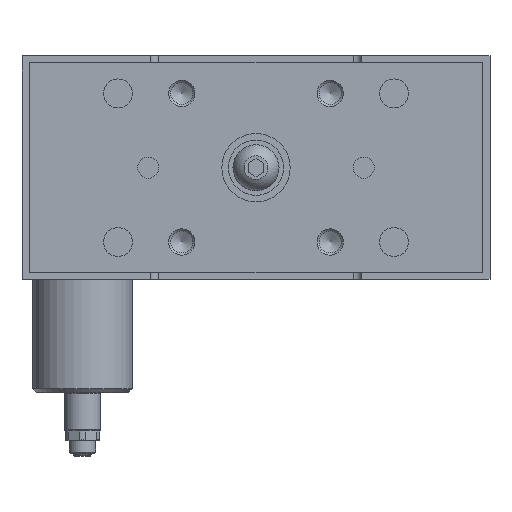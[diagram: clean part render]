
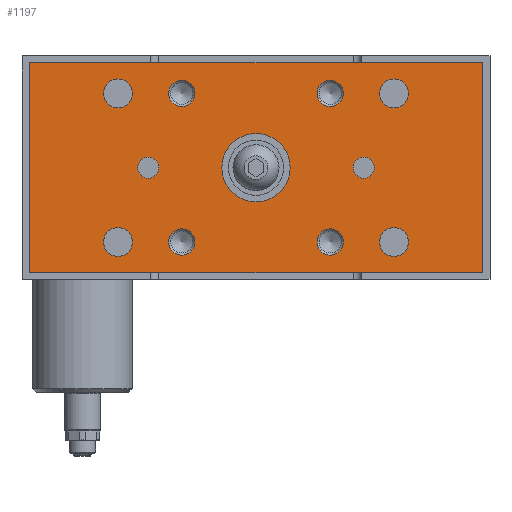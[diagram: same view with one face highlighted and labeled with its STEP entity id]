
A CAD part, left-side view. The second image highlights one B-rep face of the part: STEP entity #1197.
In plain terms, the highlighted planar face has unit normal (-1, 0, 0).
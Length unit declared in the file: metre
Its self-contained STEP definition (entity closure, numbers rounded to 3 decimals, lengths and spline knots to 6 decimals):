
#1197 = ADVANCED_FACE( '', ( #2733, #2734, #2735, #2736, #2737, #2738, #2739, #2740, #2741, #2742, #2743, #2744 ), #2745, .F. );
#2733 = FACE_BOUND( '', #4533, .T. );
#2734 = FACE_BOUND( '', #4534, .T. );
#2735 = FACE_BOUND( '', #4535, .T. );
#2736 = FACE_BOUND( '', #4536, .T. );
#2737 = FACE_BOUND( '', #4537, .T. );
#2738 = FACE_BOUND( '', #4538, .T. );
#2739 = FACE_BOUND( '', #4539, .T. );
#2740 = FACE_BOUND( '', #4540, .T. );
#2741 = FACE_BOUND( '', #4541, .T. );
#2742 = FACE_BOUND( '', #4542, .T. );
#2743 = FACE_BOUND( '', #4543, .T. );
#2744 = FACE_OUTER_BOUND( '', #4544, .T. );
#2745 = PLANE( '', #4545 );
#4533 = EDGE_LOOP( '', ( #7700 ) );
#4534 = EDGE_LOOP( '', ( #7701 ) );
#4535 = EDGE_LOOP( '', ( #7702 ) );
#4536 = EDGE_LOOP( '', ( #7703 ) );
#4537 = EDGE_LOOP( '', ( #7704 ) );
#4538 = EDGE_LOOP( '', ( #7705 ) );
#4539 = EDGE_LOOP( '', ( #7706 ) );
#4540 = EDGE_LOOP( '', ( #7707 ) );
#4541 = EDGE_LOOP( '', ( #7708 ) );
#4542 = EDGE_LOOP( '', ( #7709 ) );
#4543 = EDGE_LOOP( '', ( #7710 ) );
#4544 = EDGE_LOOP( '', ( #7711, #7712, #7713, #7714 ) );
#4545 = AXIS2_PLACEMENT_3D( '', #7715, #7716, #7717 );
#7700 = ORIENTED_EDGE( '', *, *, #10015, .T. );
#7701 = ORIENTED_EDGE( '', *, *, #10016, .T. );
#7702 = ORIENTED_EDGE( '', *, *, #9400, .F. );
#7703 = ORIENTED_EDGE( '', *, *, #8937, .F. );
#7704 = ORIENTED_EDGE( '', *, *, #10017, .T. );
#7705 = ORIENTED_EDGE( '', *, *, #9700, .T. );
#7706 = ORIENTED_EDGE( '', *, *, #10018, .T. );
#7707 = ORIENTED_EDGE( '', *, *, #9093, .T. );
#7708 = ORIENTED_EDGE( '', *, *, #9535, .T. );
#7709 = ORIENTED_EDGE( '', *, *, #9634, .T. );
#7710 = ORIENTED_EDGE( '', *, *, #9983, .T. );
#7711 = ORIENTED_EDGE( '', *, *, #9437, .T. );
#7712 = ORIENTED_EDGE( '', *, *, #9064, .T. );
#7713 = ORIENTED_EDGE( '', *, *, #10019, .T. );
#7714 = ORIENTED_EDGE( '', *, *, #9498, .T. );
#7715 = CARTESIAN_POINT( '', ( -0.037, 0.086, -0.0025 ) );
#7716 = DIRECTION( '', ( 1., 0., 0. ) );
#7717 = DIRECTION( '', ( 0., 0., 1. ) );
#8937 = EDGE_CURVE( '', #10394, #10394, #10395, .T. );
#9064 = EDGE_CURVE( '', #10612, #10610, #10613, .T. );
#9093 = EDGE_CURVE( '', #10659, #10659, #10660, .T. );
#9400 = EDGE_CURVE( '', #11163, #11163, #11164, .T. );
#9437 = EDGE_CURVE( '', #11222, #10612, #11223, .T. );
#9498 = EDGE_CURVE( '', #11308, #11222, #11309, .T. );
#9535 = EDGE_CURVE( '', #11365, #11365, #11366, .T. );
#9634 = EDGE_CURVE( '', #11505, #11505, #11506, .T. );
#9700 = EDGE_CURVE( '', #11600, #11600, #11601, .T. );
#9983 = EDGE_CURVE( '', #11985, #11985, #11986, .T. );
#10015 = EDGE_CURVE( '', #12030, #12030, #12031, .T. );
#10016 = EDGE_CURVE( '', #12032, #12032, #12033, .T. );
#10017 = EDGE_CURVE( '', #12034, #12034, #12035, .T. );
#10018 = EDGE_CURVE( '', #12036, #12036, #12037, .T. );
#10019 = EDGE_CURVE( '', #10610, #11308, #12038, .T. );
#10394 = VERTEX_POINT( '', #12645 );
#10395 = CIRCLE( '', #12646, 0.005 );
#10610 = VERTEX_POINT( '', #13081 );
#10612 = VERTEX_POINT( '', #13084 );
#10613 = LINE( '', #13085, #13086 );
#10659 = VERTEX_POINT( '', #13205 );
#10660 = CIRCLE( '', #13206, 0.0055 );
#11163 = VERTEX_POINT( '', #14082 );
#11164 = CIRCLE( '', #14083, 0.005 );
#11222 = VERTEX_POINT( '', #14190 );
#11223 = LINE( '', #14191, #14192 );
#11308 = VERTEX_POINT( '', #14332 );
#11309 = LINE( '', #14333, #14334 );
#11365 = VERTEX_POINT( '', #14408 );
#11366 = CIRCLE( '', #14409, 0.0055 );
#11505 = VERTEX_POINT( '', #14649 );
#11506 = CIRCLE( '', #14650, 0.004 );
#11600 = VERTEX_POINT( '', #14789 );
#11601 = CIRCLE( '', #14790, 0.0055 );
#11985 = VERTEX_POINT( '', #15419 );
#11986 = CIRCLE( '', #15420, 0.004 );
#12030 = VERTEX_POINT( '', #15478 );
#12031 = CIRCLE( '', #15479, 0.013 );
#12032 = VERTEX_POINT( '', #15480 );
#12033 = CIRCLE( '', #15481, 0.005 );
#12034 = VERTEX_POINT( '', #15482 );
#12035 = CIRCLE( '', #15483, 0.005 );
#12036 = VERTEX_POINT( '', #15484 );
#12037 = CIRCLE( '', #15485, 0.0055 );
#12038 = LINE( '', #15486, #15487 );
#12645 = CARTESIAN_POINT( '', ( -0.037, 0.02325, -0.07075 ) );
#12646 = AXIS2_PLACEMENT_3D( '', #15977, #15978, #15979 );
#13081 = CARTESIAN_POINT( '', ( -0.037, -0.086, -0.0825 ) );
#13084 = CARTESIAN_POINT( '', ( -0.037, 0.086, -0.0825 ) );
#13085 = CARTESIAN_POINT( '', ( -0.037, 0.086, -0.0825 ) );
#13086 = VECTOR( '', #16158, 1. );
#13205 = CARTESIAN_POINT( '', ( -0.037, 0.058, -0.07075 ) );
#13206 = AXIS2_PLACEMENT_3D( '', #16204, #16205, #16206 );
#14082 = CARTESIAN_POINT( '', ( -0.037, -0.02325, -0.01425 ) );
#14083 = AXIS2_PLACEMENT_3D( '', #16652, #16653, #16654 );
#14190 = CARTESIAN_POINT( '', ( -0.037, 0.086, -0.0025 ) );
#14191 = CARTESIAN_POINT( '', ( -0.037, 0.086, -0.0025 ) );
#14192 = VECTOR( '', #16698, 1. );
#14332 = CARTESIAN_POINT( '', ( -0.037, -0.086, -0.0025 ) );
#14333 = CARTESIAN_POINT( '', ( -0.037, -0.086, -0.0025 ) );
#14334 = VECTOR( '', #16761, 1. );
#14408 = CARTESIAN_POINT( '', ( -0.037, -0.047, -0.07075 ) );
#14409 = AXIS2_PLACEMENT_3D( '', #16801, #16802, #16803 );
#14649 = CARTESIAN_POINT( '', ( -0.037, 0.045, -0.0425 ) );
#14650 = AXIS2_PLACEMENT_3D( '', #16926, #16927, #16928 );
#14789 = CARTESIAN_POINT( '', ( -0.037, 0.058, -0.01425 ) );
#14790 = AXIS2_PLACEMENT_3D( '', #17008, #17009, #17010 );
#15419 = CARTESIAN_POINT( '', ( -0.037, -0.037, -0.0425 ) );
#15420 = AXIS2_PLACEMENT_3D( '', #17345, #17346, #17347 );
#15478 = CARTESIAN_POINT( '', ( -0.037, 0.013, -0.0425 ) );
#15479 = AXIS2_PLACEMENT_3D( '', #17380, #17381, #17382 );
#15480 = CARTESIAN_POINT( '', ( -0.037, 0.02325, -0.01425 ) );
#15481 = AXIS2_PLACEMENT_3D( '', #17383, #17384, #17385 );
#15482 = CARTESIAN_POINT( '', ( -0.037, -0.02325, -0.07075 ) );
#15483 = AXIS2_PLACEMENT_3D( '', #17386, #17387, #17388 );
#15484 = CARTESIAN_POINT( '', ( -0.037, -0.047, -0.01425 ) );
#15485 = AXIS2_PLACEMENT_3D( '', #17389, #17390, #17391 );
#15486 = CARTESIAN_POINT( '', ( -0.037, -0.086, -0.0825 ) );
#15487 = VECTOR( '', #17392, 1. );
#15977 = CARTESIAN_POINT( '', ( -0.037, 0.02825, -0.07075 ) );
#15978 = DIRECTION( '', ( -1., 0., 0. ) );
#15979 = DIRECTION( '', ( 0., -1., 0. ) );
#16158 = DIRECTION( '', ( 0., -1., 0. ) );
#16204 = CARTESIAN_POINT( '', ( -0.037, 0.0525, -0.07075 ) );
#16205 = DIRECTION( '', ( 1., 0., 0. ) );
#16206 = DIRECTION( '', ( 0., 1., 0. ) );
#16652 = CARTESIAN_POINT( '', ( -0.037, -0.02825, -0.01425 ) );
#16653 = DIRECTION( '', ( -1., 0., 0. ) );
#16654 = DIRECTION( '', ( 0., 1., 0. ) );
#16698 = DIRECTION( '', ( 0., 0., -1. ) );
#16761 = DIRECTION( '', ( 0., 1., 0. ) );
#16801 = CARTESIAN_POINT( '', ( -0.037, -0.0525, -0.07075 ) );
#16802 = DIRECTION( '', ( 1., 0., 0. ) );
#16803 = DIRECTION( '', ( 0., 1., 0. ) );
#16926 = CARTESIAN_POINT( '', ( -0.037, 0.041, -0.0425 ) );
#16927 = DIRECTION( '', ( 1., 0., 0. ) );
#16928 = DIRECTION( '', ( 0., 1., 0. ) );
#17008 = CARTESIAN_POINT( '', ( -0.037, 0.0525, -0.01425 ) );
#17009 = DIRECTION( '', ( 1., 0., 0. ) );
#17010 = DIRECTION( '', ( 0., 1., 0. ) );
#17345 = CARTESIAN_POINT( '', ( -0.037, -0.041, -0.0425 ) );
#17346 = DIRECTION( '', ( 1., 0., 0. ) );
#17347 = DIRECTION( '', ( 0., 1., 0. ) );
#17380 = CARTESIAN_POINT( '', ( -0.037, 0., -0.0425 ) );
#17381 = DIRECTION( '', ( 1., 0., 0. ) );
#17382 = DIRECTION( '', ( 0., 1., 0. ) );
#17383 = CARTESIAN_POINT( '', ( -0.037, 0.02825, -0.01425 ) );
#17384 = DIRECTION( '', ( 1., 0., 0. ) );
#17385 = DIRECTION( '', ( 0., -1., 0. ) );
#17386 = CARTESIAN_POINT( '', ( -0.037, -0.02825, -0.07075 ) );
#17387 = DIRECTION( '', ( 1., 0., 0. ) );
#17388 = DIRECTION( '', ( 0., 1., 0. ) );
#17389 = CARTESIAN_POINT( '', ( -0.037, -0.0525, -0.01425 ) );
#17390 = DIRECTION( '', ( 1., 0., 0. ) );
#17391 = DIRECTION( '', ( 0., 1., 0. ) );
#17392 = DIRECTION( '', ( 0., 0., 1. ) );
